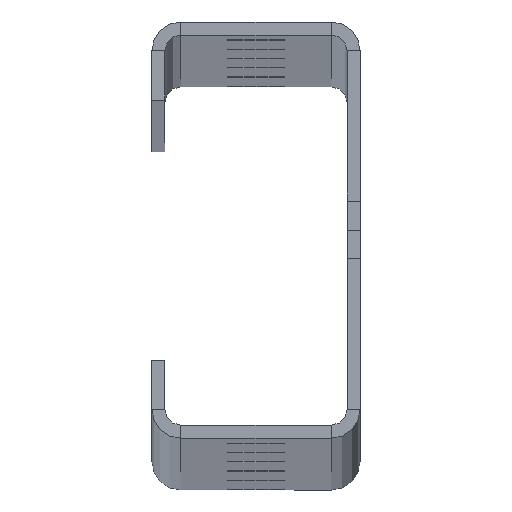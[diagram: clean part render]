
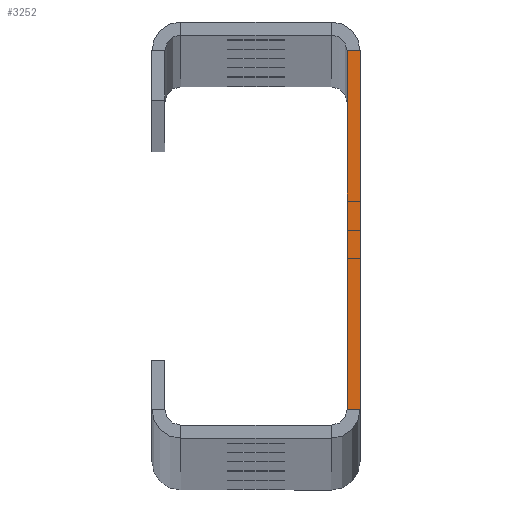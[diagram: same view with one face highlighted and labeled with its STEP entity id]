
A CAD part, top view. The second image highlights one B-rep face of the part: STEP entity #3252.
In plain terms, the highlighted planar face has unit normal (0, 0, 1).
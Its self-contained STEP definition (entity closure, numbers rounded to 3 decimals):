
#194 = DIRECTION ( 'NONE',  ( 1., 0., 0. ) ) ;
#291 = CARTESIAN_POINT ( 'NONE',  ( 14.5, 37.5, 2852.5 ) ) ;
#330 = FACE_OUTER_BOUND ( 'NONE', #3130, .T. ) ;
#495 = DIRECTION ( 'NONE',  ( 0., 1., 0. ) ) ;
#533 = LINE ( 'NONE', #2178, #1941 ) ;
#576 = EDGE_CURVE ( 'NONE', #3552, #1231, #3134, .T. ) ;
#1069 = VECTOR ( 'NONE', #2336, 1000. ) ;
#1080 = CARTESIAN_POINT ( 'NONE',  ( 17.5, 34.5, 2852.5 ) ) ;
#1103 = EDGE_CURVE ( 'NONE', #1231, #2298, #2901, .T. ) ;
#1172 = CARTESIAN_POINT ( 'NONE',  ( 20., -34.5, 2852.5 ) ) ;
#1231 = VERTEX_POINT ( 'NONE', #3734 ) ;
#1275 = EDGE_CURVE ( 'NONE', #3699, #3552, #3073, .T. ) ;
#1399 = EDGE_CURVE ( 'NONE', #3699, #2298, #533, .T. ) ;
#1612 = DIRECTION ( 'NONE',  ( 1., 0., 0. ) ) ;
#1616 = VECTOR ( 'NONE', #194, 1000. ) ;
#1864 = AXIS2_PLACEMENT_3D ( 'NONE', #291, #2889, #1612 ) ;
#1887 = CARTESIAN_POINT ( 'NONE',  ( 17.5, -34.5, 2852.5 ) ) ;
#1919 = ORIENTED_EDGE ( 'NONE', *, *, #1103, .T. ) ;
#1941 = VECTOR ( 'NONE', #495, 1000. ) ;
#2005 = CARTESIAN_POINT ( 'NONE',  ( 17.5, -34.5, 2852.5 ) ) ;
#2150 = CARTESIAN_POINT ( 'NONE',  ( 20., -40., 2852.5 ) ) ;
#2178 = CARTESIAN_POINT ( 'NONE',  ( 17.5, -40., 2852.5 ) ) ;
#2298 = VERTEX_POINT ( 'NONE', #1080 ) ;
#2336 = DIRECTION ( 'NONE',  ( -1., 0., 0. ) ) ;
#2408 = ORIENTED_EDGE ( 'NONE', *, *, #1399, .F. ) ;
#2696 = ORIENTED_EDGE ( 'NONE', *, *, #1275, .T. ) ;
#2754 = DIRECTION ( 'NONE',  ( 0., 1., 0. ) ) ;
#2889 = DIRECTION ( 'NONE',  ( 0., 0., 1. ) ) ;
#2901 = LINE ( 'NONE', #3232, #1069 ) ;
#3048 = ORIENTED_EDGE ( 'NONE', *, *, #576, .T. ) ;
#3073 = LINE ( 'NONE', #1887, #1616 ) ;
#3130 = EDGE_LOOP ( 'NONE', ( #3048, #1919, #2408, #2696 ) ) ;
#3134 = LINE ( 'NONE', #2150, #3521 ) ;
#3169 = PLANE ( 'NONE',  #1864 ) ;
#3232 = CARTESIAN_POINT ( 'NONE',  ( 20., 34.5, 2852.5 ) ) ;
#3252 = ADVANCED_FACE ( 'NONE', ( #330 ), #3169, .T. ) ;
#3521 = VECTOR ( 'NONE', #2754, 1000. ) ;
#3552 = VERTEX_POINT ( 'NONE', #1172 ) ;
#3699 = VERTEX_POINT ( 'NONE', #2005 ) ;
#3734 = CARTESIAN_POINT ( 'NONE',  ( 20., 34.5, 2852.5 ) ) ;
